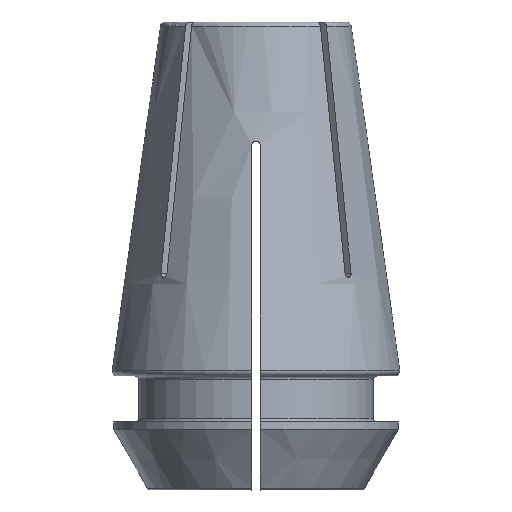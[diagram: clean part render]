
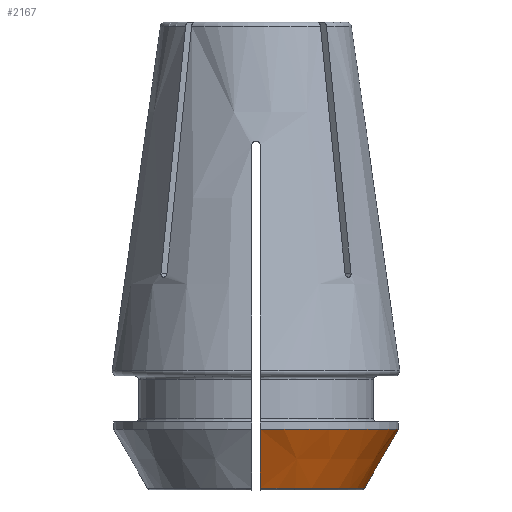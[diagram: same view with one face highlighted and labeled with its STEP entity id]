
A CAD part, front view. The second image highlights one B-rep face of the part: STEP entity #2167.
In plain terms, the highlighted conical face has half-angle 30 degrees and reference radius 8.625 mm.
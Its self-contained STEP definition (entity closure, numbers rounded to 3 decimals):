
#272=CONICAL_SURFACE('',#2349,8.625,0.524);
#354=B_SPLINE_CURVE_WITH_KNOTS('',3,(#3615,#3616,#3617,#3618),
 .UNSPECIFIED.,.F.,.F.,(4,4),(0.009,0.013),
 .UNSPECIFIED.);
#355=B_SPLINE_CURVE_WITH_KNOTS('',3,(#3622,#3623,#3624,#3625),
 .UNSPECIFIED.,.F.,.F.,(4,4),(0.008,0.012),
 .UNSPECIFIED.);
#615=ORIENTED_EDGE('',*,*,#1287,.F.);
#616=ORIENTED_EDGE('',*,*,#1288,.T.);
#617=ORIENTED_EDGE('',*,*,#1289,.F.);
#618=ORIENTED_EDGE('',*,*,#1290,.T.);
#1287=EDGE_CURVE('',#1607,#1608,#1769,.T.);
#1288=EDGE_CURVE('',#1607,#1609,#354,.T.);
#1289=EDGE_CURVE('',#1610,#1609,#1770,.T.);
#1290=EDGE_CURVE('',#1610,#1608,#355,.T.);
#1607=VERTEX_POINT('',#3613);
#1608=VERTEX_POINT('',#3614);
#1609=VERTEX_POINT('',#3619);
#1610=VERTEX_POINT('',#3621);
#1769=CIRCLE('',#2350,8.37);
#1770=CIRCLE('',#2351,6.377);
#1874=EDGE_LOOP('',(#615,#616,#617,#618));
#2002=FACE_BOUND('',#1874,.T.);
#2167=ADVANCED_FACE('',(#2002),#272,.T.);
#2349=AXIS2_PLACEMENT_3D('',#3611,#2715,#2716);
#2350=AXIS2_PLACEMENT_3D('',#3612,#2717,#2718);
#2351=AXIS2_PLACEMENT_3D('',#3620,#2719,#2720);
#2715=DIRECTION('',(0.,0.,1.));
#2716=DIRECTION('',(1.,0.,0.));
#2717=DIRECTION('',(0.,0.,1.));
#2718=DIRECTION('',(1.,0.,0.));
#2719=DIRECTION('',(0.,0.,-1.));
#2720=DIRECTION('',(-1.,0.,0.));
#3611=CARTESIAN_POINT('',(0.,0.,4.));
#3612=CARTESIAN_POINT('',(0.,0.,3.558));
#3613=CARTESIAN_POINT('',(0.25,-8.366,3.558));
#3614=CARTESIAN_POINT('',(8.366,-0.25,3.558));
#3615=CARTESIAN_POINT('',(0.25,-8.366,3.558));
#3616=CARTESIAN_POINT('',(0.25,-7.702,2.408));
#3617=CARTESIAN_POINT('',(0.25,-7.037,1.257));
#3618=CARTESIAN_POINT('',(0.25,-6.372,0.106));
#3619=CARTESIAN_POINT('',(0.25,-6.372,0.106));
#3620=CARTESIAN_POINT('',(0.,0.,0.106));
#3621=CARTESIAN_POINT('',(6.372,-0.25,0.106));
#3622=CARTESIAN_POINT('',(6.372,-0.25,0.106));
#3623=CARTESIAN_POINT('',(7.037,-0.25,1.257));
#3624=CARTESIAN_POINT('',(7.702,-0.25,2.408));
#3625=CARTESIAN_POINT('',(8.366,-0.25,3.558));
